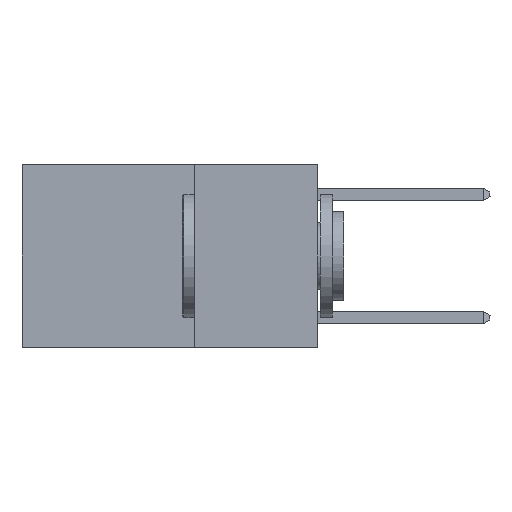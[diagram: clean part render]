
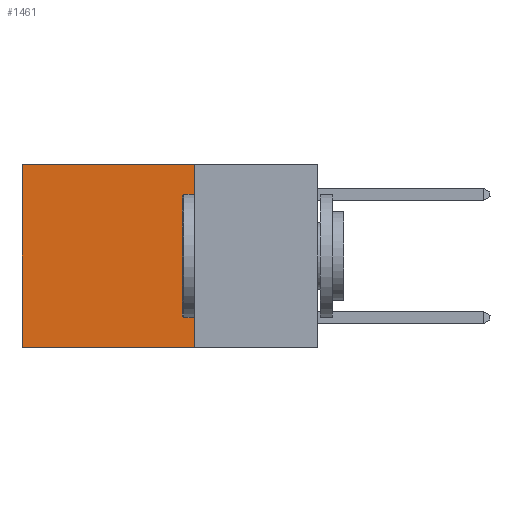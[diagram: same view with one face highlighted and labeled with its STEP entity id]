
A CAD part, left-side view. The second image highlights one B-rep face of the part: STEP entity #1461.
In plain terms, the highlighted planar face has unit normal (-1, 0, 0).
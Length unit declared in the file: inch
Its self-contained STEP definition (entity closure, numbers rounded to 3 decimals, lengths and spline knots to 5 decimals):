
#457 = EDGE_CURVE ( 'NONE', #10133, #4796, #3531, .T. ) ;
#1047 = CARTESIAN_POINT ( 'NONE',  ( 0.2625, 0.6, -0.37 ) ) ;
#1461 = ADVANCED_FACE ( 'NONE', ( #14351 ), #6725, .F. ) ;
#1562 = CARTESIAN_POINT ( 'NONE',  ( 0.2625, 0.25, 0. ) ) ;
#1702 = EDGE_CURVE ( 'NONE', #19008, #10133, #2378, .T. ) ;
#2068 = ORIENTED_EDGE ( 'NONE', *, *, #457, .T. ) ;
#2378 = LINE ( 'NONE', #14588, #4299 ) ;
#2706 = CARTESIAN_POINT ( 'NONE',  ( 0.2625, 0.25, -0.37 ) ) ;
#2842 = ORIENTED_EDGE ( 'NONE', *, *, #1702, .T. ) ;
#3344 = VECTOR ( 'NONE', #3623, 39.37008 ) ;
#3531 = LINE ( 'NONE', #15753, #3344 ) ;
#3623 = DIRECTION ( 'NONE',  ( 0., 0., -1. ) ) ;
#4105 = DIRECTION ( 'NONE',  ( 0., 1., 0. ) ) ;
#4299 = VECTOR ( 'NONE', #7156, 39.37008 ) ;
#4796 = VERTEX_POINT ( 'NONE', #1047 ) ;
#5209 = CARTESIAN_POINT ( 'NONE',  ( 0.2625, 0.25, 0. ) ) ;
#5856 = ORIENTED_EDGE ( 'NONE', *, *, #6384, .F. ) ;
#6384 = EDGE_CURVE ( 'NONE', #19008, #12049, #12246, .T. ) ;
#6725 = PLANE ( 'NONE',  #14880 ) ;
#7156 = DIRECTION ( 'NONE',  ( 0., 1., 0. ) ) ;
#8682 = VECTOR ( 'NONE', #4105, 39.37008 ) ;
#9520 = VECTOR ( 'NONE', #9636, 39.37008 ) ;
#9636 = DIRECTION ( 'NONE',  ( 0., 0., -1. ) ) ;
#9686 = CARTESIAN_POINT ( 'NONE',  ( 0.2625, 0.6, 0. ) ) ;
#10133 = VERTEX_POINT ( 'NONE', #9686 ) ;
#10348 = CARTESIAN_POINT ( 'NONE',  ( 0.2625, 0.25, 0. ) ) ;
#10556 = CARTESIAN_POINT ( 'NONE',  ( 0.2625, 0.25, -0.37 ) ) ;
#11537 = ORIENTED_EDGE ( 'NONE', *, *, #17354, .F. ) ;
#12049 = VERTEX_POINT ( 'NONE', #10556 ) ;
#12246 = LINE ( 'NONE', #10348, #9520 ) ;
#13117 = DIRECTION ( 'NONE',  ( 1., 0., 0. ) ) ;
#14351 = FACE_OUTER_BOUND ( 'NONE', #14586, .T. ) ;
#14586 = EDGE_LOOP ( 'NONE', ( #2068, #11537, #5856, #2842 ) ) ;
#14588 = CARTESIAN_POINT ( 'NONE',  ( 0.2625, 0.25, 0. ) ) ;
#14880 = AXIS2_PLACEMENT_3D ( 'NONE', #5209, #13117, #17447 ) ;
#15753 = CARTESIAN_POINT ( 'NONE',  ( 0.2625, 0.6, 0. ) ) ;
#16399 = LINE ( 'NONE', #2706, #8682 ) ;
#17354 = EDGE_CURVE ( 'NONE', #12049, #4796, #16399, .T. ) ;
#17447 = DIRECTION ( 'NONE',  ( 0., 0., -1. ) ) ;
#19008 = VERTEX_POINT ( 'NONE', #1562 ) ;
